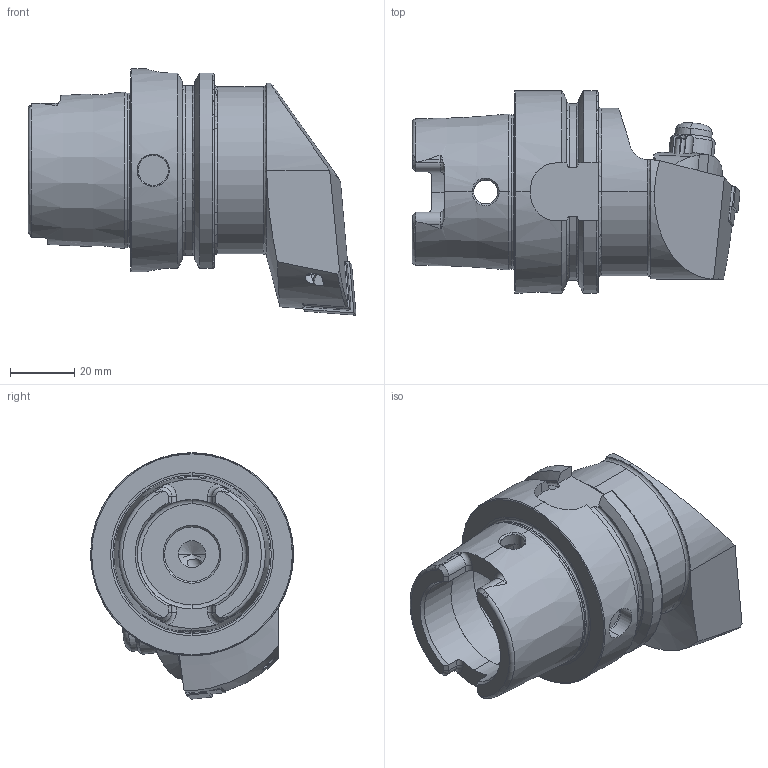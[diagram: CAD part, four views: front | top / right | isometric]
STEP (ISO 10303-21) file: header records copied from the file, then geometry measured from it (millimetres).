
FILE_DESCRIPTION (( 'STEP AP214' ), '1' );
FILE_NAME ('HA6.KCE.RLA.070.STEP', '2023-09-15T11:41:23', ( '' ), ( '' ), 'SwSTEP 2.0', 'SolidWorks 2017', '' );
FILE_SCHEMA (( 'AUTOMOTIVE_DESIGN' ));
Length unit declared in the file: millimetre
Products named in the file (11): HA6.KCE.RLA.070; WCE-ER2.101.004_A; HA6-KCE.RLA.070_C; WCE-ER2.001.012_A; WCC-ER4.103.032_A; WCC-ER5.102.012_B; KVT_MB_600_050; CNMG160604; WCC-ER5.102.005_A; ISO 13337 - 3 x 12_PreviewCfg; WCC-ER3.102.024_C
Assembly tree (10 placements, depth 2):
  HA6.KCE.RLA.070
    HA6-KCE.RLA.070_C
    WCE-ER2.101.004_A
    WCE-ER2.001.012_A
    CNMG160604
    WCC-ER3.102.024_C
    WCC-ER4.103.032_A
    WCC-ER5.102.005_A
    WCC-ER5.102.012_B
    KVT_MB_600_050
    ISO 13337 - 3 x 12_PreviewCfg
Bounding box: 101.9 x 63 x 76.5 mm (x, y, z)
Volume: 148713.2 mm3; surface area: 36201.9 mm2
Topology: 11 solids, 11 shells, 464 faces, 1169 edges, 714 vertices
Faces by surface type: cylinder 153, plane 125, cone 108, torus 59, bspline 17, sphere 2
Entity records: 17650 total; most frequent: CARTESIAN_POINT 5078, ORIENTED_EDGE 2300, DIRECTION 2270, EDGE_CURVE 1150, AXIS2_PLACEMENT_3D 914, VERTEX_POINT 711, EDGE_LOOP 493, ADVANCED_FACE 464
